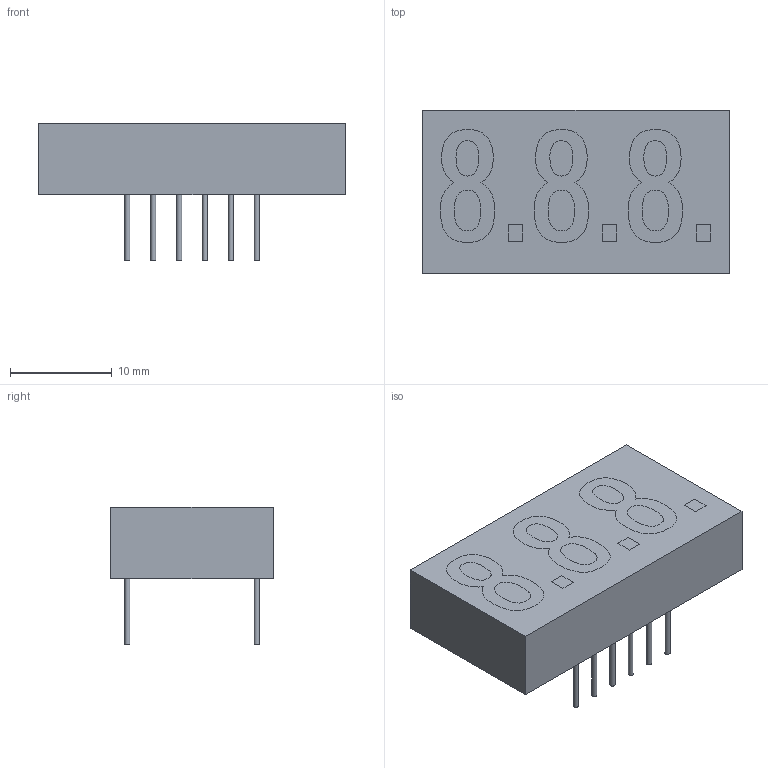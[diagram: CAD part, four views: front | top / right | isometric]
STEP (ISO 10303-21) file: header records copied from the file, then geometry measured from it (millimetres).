
FILE_DESCRIPTION(/* description */ ('STEP AP242','CAx-IF Rec.Pracs.---Representation and Presentation of Product Manufacturing Information (PMI)---4.0---2014-10-13','CAx-IF Rec.Pracs.---3D Tessellated Geometry---0.4---2014-09-14','2;1'),/* implementation_level */ '2;1');
FILE_NAME(/* name */ '64b83f693ac9b62e304ca07e',/* time_stamp */ '2023-07-19T19:54:18Z',/* author */ (''),/* organization */ (''),/* preprocessor_version */ 'ST-DEVELOPER v19.4',/* originating_system */ ' ',/* authorisation */ ' ');
FILE_SCHEMA (('AP242_MANAGED_MODEL_BASED_3D_ENGINEERING_MIM_LF { 1 0 10303 442 1 1 4 }'));
Length unit declared in the file: metre
Products named in the file (8): Assembly 1; Part 6; Part 7; Part 5; Segment_SP420401N; Part 4; Part 2; Part 3
Assembly tree (7 placements, depth 2):
  Assembly 1
    Part 6
    Part 7
    Part 5
    Segment_SP420401N
    Part 4
    Part 2
    Part 3
Bounding box: 30.1 x 16 x 13.5 mm (x, y, z)
Volume: 3386.3 mm3; surface area: 2292.7 mm2
Topology: 7 solids, 7 shells, 356 faces, 956 edges, 639 vertices
Faces by surface type: bspline 276, plane 67, cylinder 13
Full cylindrical faces by diameter (mm): 0.51 x12, 1 x1
Entity records: 12142 total; most frequent: CARTESIAN_POINT 4972, ORIENTED_EDGE 1876, EDGE_CURVE 938, VERTEX_POINT 634, DIRECTION 588, B_SPLINE_CURVE_WITH_KNOTS 552, EDGE_LOOP 406, FACE_BOUND 406
